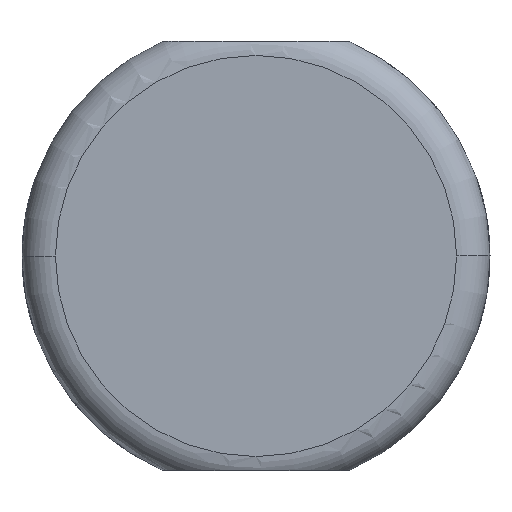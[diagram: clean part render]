
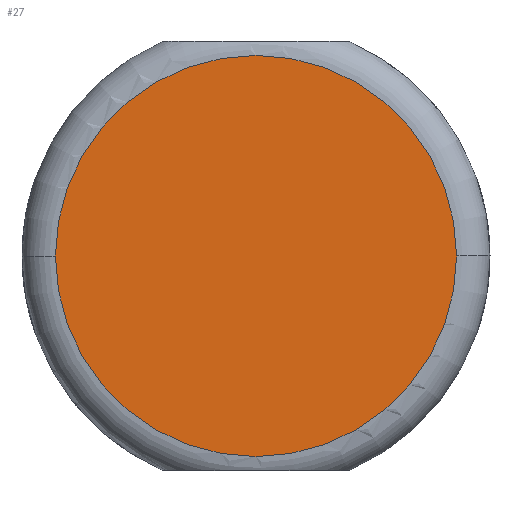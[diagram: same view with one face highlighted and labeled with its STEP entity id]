
A CAD part, front view. The second image highlights one B-rep face of the part: STEP entity #27.
In plain terms, the highlighted planar face has unit normal (0, -1, 0).
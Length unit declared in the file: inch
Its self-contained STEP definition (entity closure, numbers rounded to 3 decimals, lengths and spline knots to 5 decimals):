
#27 = ADVANCED_FACE ( 'NONE', ( #1614 ), #1496, .T. ) ;
#187 = EDGE_CURVE ( 'NONE', #846, #766, #1932, .T. ) ;
#194 = DIRECTION ( 'NONE',  ( -1., 0., 0. ) ) ;
#390 = CARTESIAN_POINT ( 'NONE',  ( -1.05, 0.33, 0. ) ) ;
#446 = DIRECTION ( 'NONE',  ( 0., 1., 0. ) ) ;
#480 = DIRECTION ( 'NONE',  ( 1., 0., 0. ) ) ;
#766 = VERTEX_POINT ( 'NONE', #1052 ) ;
#846 = VERTEX_POINT ( 'NONE', #390 ) ;
#1052 = CARTESIAN_POINT ( 'NONE',  ( 1.05, 0.33, 0. ) ) ;
#1087 = ORIENTED_EDGE ( 'NONE', *, *, #2416, .F. ) ;
#1385 = DIRECTION ( 'NONE',  ( 0., 1., 0. ) ) ;
#1496 = PLANE ( 'NONE',  #2582 ) ;
#1614 = FACE_OUTER_BOUND ( 'NONE', #1663, .T. ) ;
#1663 = EDGE_LOOP ( 'NONE', ( #2978, #1087 ) ) ;
#1665 = DIRECTION ( 'NONE',  ( -1., 0., 0. ) ) ;
#1725 = CIRCLE ( 'NONE', #2922, 1.05 ) ;
#1932 = CIRCLE ( 'NONE', #2254, 1.05 ) ;
#2254 = AXIS2_PLACEMENT_3D ( 'NONE', #2632, #446, #194 ) ;
#2416 = EDGE_CURVE ( 'NONE', #766, #846, #1725, .T. ) ;
#2582 = AXIS2_PLACEMENT_3D ( 'NONE', #2986, #2738, #480 ) ;
#2632 = CARTESIAN_POINT ( 'NONE',  ( 0., 0.33, 0. ) ) ;
#2738 = DIRECTION ( 'NONE',  ( 0., -1., 0. ) ) ;
#2922 = AXIS2_PLACEMENT_3D ( 'NONE', #3175, #1385, #1665 ) ;
#2978 = ORIENTED_EDGE ( 'NONE', *, *, #187, .F. ) ;
#2986 = CARTESIAN_POINT ( 'NONE',  ( 0., 0.33, 0. ) ) ;
#3175 = CARTESIAN_POINT ( 'NONE',  ( 0., 0.33, 0. ) ) ;
